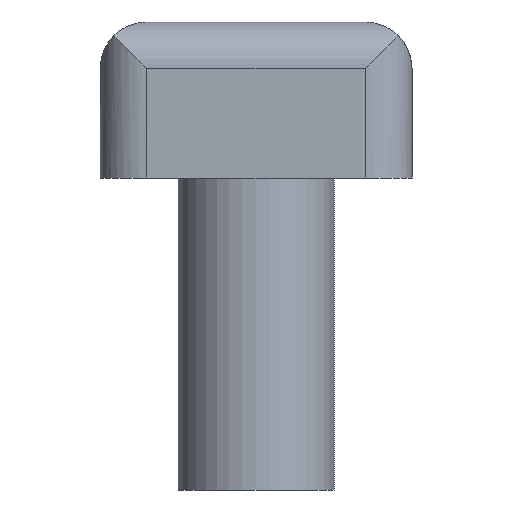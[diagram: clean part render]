
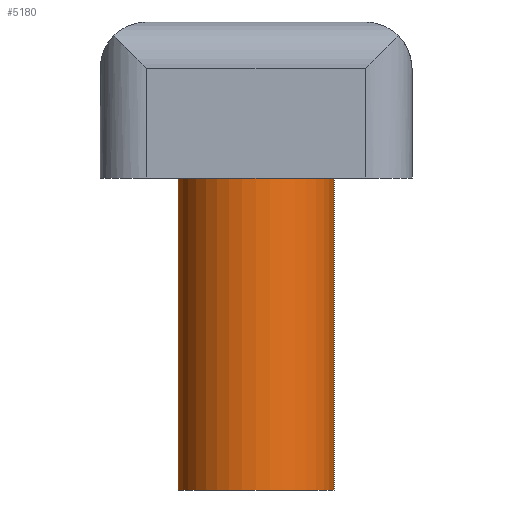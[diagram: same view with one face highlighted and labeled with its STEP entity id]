
A CAD part, front view. The second image highlights one B-rep face of the part: STEP entity #5180.
In plain terms, the highlighted cylindrical face has radius 2.5 mm (diameter 5 mm), a partial arc.
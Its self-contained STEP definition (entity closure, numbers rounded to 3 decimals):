
#2330=CARTESIAN_POINT('',(10.,35.,5.));
#2340=DIRECTION('',(0.,0.,1.));
#2350=DIRECTION('',(-1.,0.,0.));
#2360=AXIS2_PLACEMENT_3D('',#2330,#2340,#2350);
#2370=CIRCLE('',#2360,2.5);
#2380=CARTESIAN_POINT('',(7.5,35.,5.));
#2390=VERTEX_POINT('',#2380);
#2400=CARTESIAN_POINT('',(12.5,35.,5.));
#2410=VERTEX_POINT('',#2400);
#2440=EDGE_CURVE('',#2410,#2390,#2370,.T.);
#4810=CARTESIAN_POINT('',(10.,35.,15.));
#4820=DIRECTION('',(0.,0.,1.));
#4830=DIRECTION('',(-1.,0.,0.));
#4840=AXIS2_PLACEMENT_3D('',#4810,#4820,#4830);
#4850=CIRCLE('',#4840,2.5);
#4860=CARTESIAN_POINT('',(7.5,35.,15.));
#4870=VERTEX_POINT('',#4860);
#4880=CARTESIAN_POINT('',(12.5,35.,15.));
#4890=VERTEX_POINT('',#4880);
#4920=EDGE_CURVE('',#4890,#4870,#4850,.T.);
#4970=CARTESIAN_POINT('',(10.,35.,5.));
#4980=DIRECTION('',(0.,0.,1.));
#4990=DIRECTION('',(-1.,0.,0.));
#5000=AXIS2_PLACEMENT_3D('',#4970,#4980,#4990);
#5010=CYLINDRICAL_SURFACE('',#5000,2.5);
#5020=CARTESIAN_POINT('',(7.5,35.,5.));
#5030=DIRECTION('',(0.,0.,1.));
#5040=VECTOR('',#5030,1.);
#5050=LINE('',#5020,#5040);
#5060=EDGE_CURVE('',#2390,#4870,#5050,.T.);
#5070=ORIENTED_EDGE('',*,*,#5060,.T.);
#5080=ORIENTED_EDGE('',*,*,#2440,.T.);
#5090=CARTESIAN_POINT('',(12.5,35.,5.));
#5100=DIRECTION('',(0.,0.,1.));
#5110=VECTOR('',#5100,1.);
#5120=LINE('',#5090,#5110);
#5130=EDGE_CURVE('',#2410,#4890,#5120,.T.);
#5140=ORIENTED_EDGE('',*,*,#5130,.F.);
#5150=ORIENTED_EDGE('',*,*,#4920,.F.);
#5160=EDGE_LOOP('',(#5150,#5140,#5080,#5070));
#5170=FACE_OUTER_BOUND('',#5160,.T.);
#5180=ADVANCED_FACE('',(#5170),#5010,.T.);
